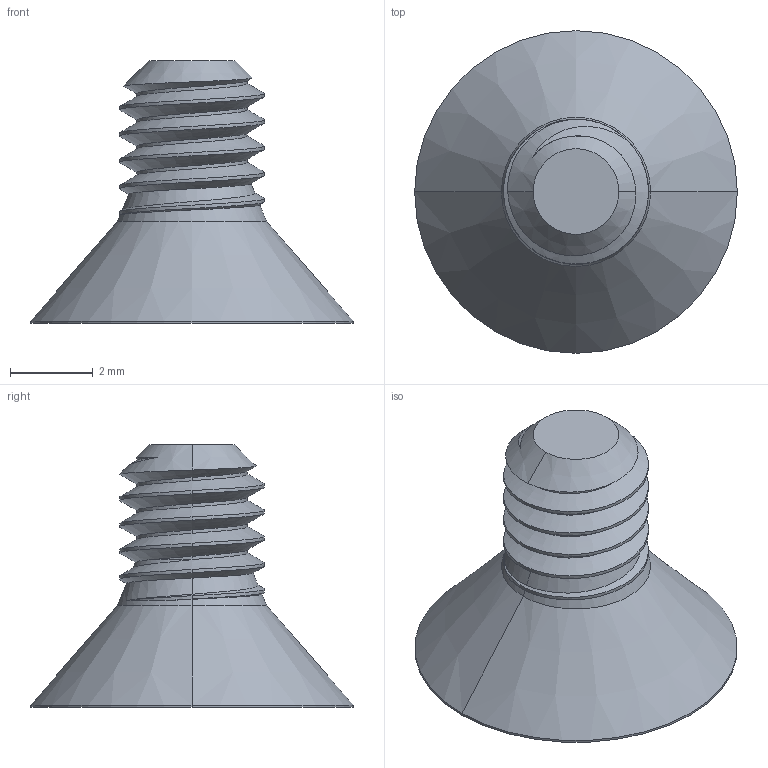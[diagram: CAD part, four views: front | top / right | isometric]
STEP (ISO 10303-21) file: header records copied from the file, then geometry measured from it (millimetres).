
FILE_DESCRIPTION((''),'2;1');
FILE_NAME('91253A160_SLDPRT__','2016-12-07T',('cxl300'),(''),'PRO/ENGINEER BY PARAMETRIC TECHNOLOGY CORPORATION, 2013230','PRO/ENGINEER BY PARAMETRIC TECHNOLOGY CORPORATION, 2013230','');
FILE_SCHEMA(('CONFIG_CONTROL_DESIGN','GEOMETRIC_VALIDATION_PROPERTIES_MIM'));
Length unit declared in the file: millimetre
Products named in the file (1): 91253A160_SLDPRT__
Bounding box: 7.8 x 7.8 x 6.35 mm (x, y, z)
Volume: 90.9 mm3; surface area: 179.5 mm2
Topology: 1 solids, 1 shells, 48 faces, 122 edges, 77 vertices
Faces by surface type: cylinder 22, cone 15, plane 9, bspline 2
Entity records: 3876 total; most frequent: CARTESIAN_POINT 2741, ORIENTED_EDGE 244, DIRECTION 175, EDGE_CURVE 122, VERTEX_POINT 77, AXIS2_PLACEMENT_3D 67, B_SPLINE_CURVE_WITH_KNOTS 60, EDGE_LOOP 49
